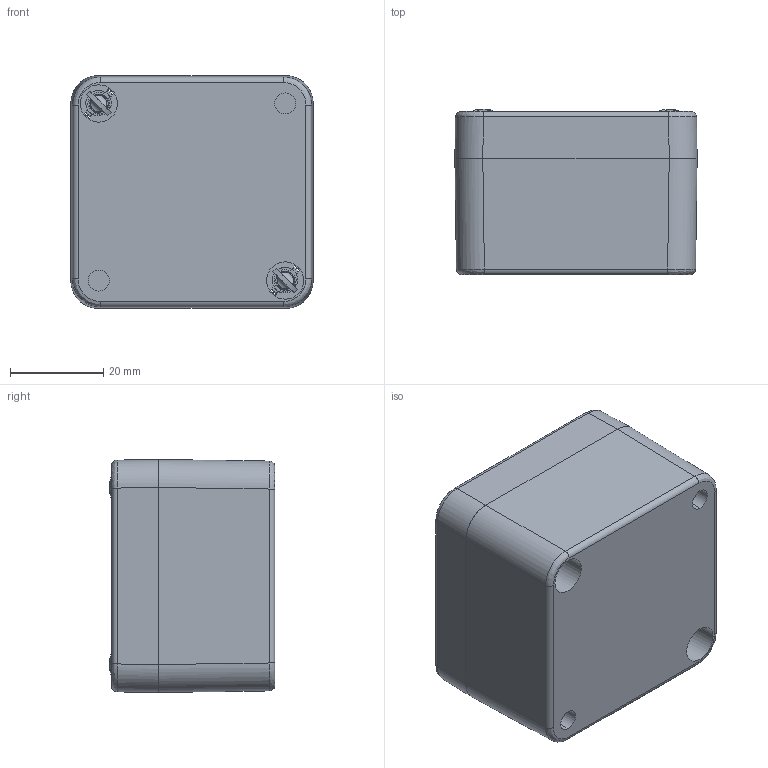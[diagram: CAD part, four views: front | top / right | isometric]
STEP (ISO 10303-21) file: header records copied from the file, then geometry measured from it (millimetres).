
FILE_DESCRIPTION((''),'2;1');
FILE_NAME('CT-501_ASM','2010-09-14T',('M.Fehring'),(''),'PRO/ENGINEER BY PARAMETRIC TECHNOLOGY CORPORATION, 2005070','PRO/ENGINEER BY PARAMETRIC TECHNOLOGY CORPORATION, 2005070','');
FILE_SCHEMA(('AUTOMOTIVE_DESIGN_CC2 { 1 2 10303 214 -1 1 5 2 }'));
Length unit declared in the file: millimetre
Products named in the file (6): CT-501_UNTERTEIL; CT-501_DECKEL; 9501085000_001; 9266034000_EINBAU; 9501085000_ASM; CT-501_ASM
Assembly tree (6 placements, depth 3):
  CT-501_ASM
    CT-501_UNTERTEIL
    CT-501_DECKEL
    9501085000_ASM  x2
      9501085000_001
      9266034000_EINBAU
Bounding box: 52 x 35.52 x 50 mm (x, y, z)
Volume: 30618.9 mm3; surface area: 27189.3 mm2
Topology: 6 solids, 6 shells, 363 faces, 960 edges, 622 vertices
Faces by surface type: plane 169, cylinder 110, cone 44, bspline 28, torus 8, sphere 4
Entity records: 16164 total; most frequent: CARTESIAN_POINT 6028, ORIENTED_EDGE 1600, DIRECTION 1568, PRESENTATION_STYLE_ASSIGNMENT 804, STYLED_ITEM 804, CURVE_STYLE 800, EDGE_CURVE 800, AXIS2_PLACEMENT_3D 565
